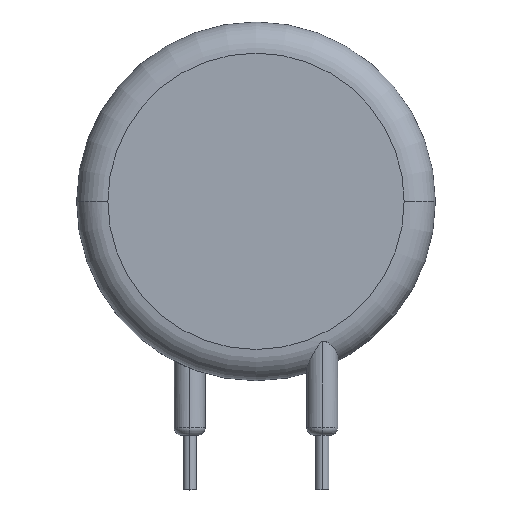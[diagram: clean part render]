
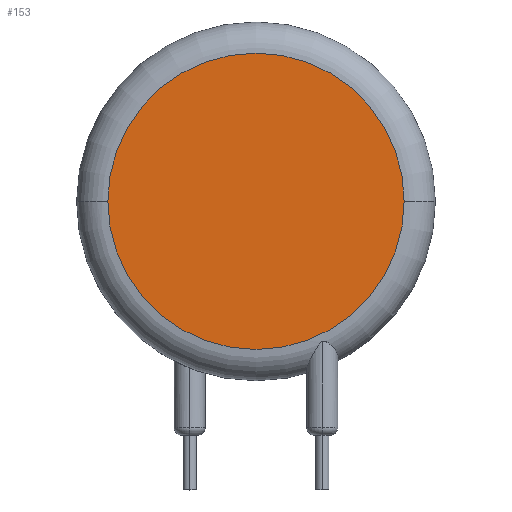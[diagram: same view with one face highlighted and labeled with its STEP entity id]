
A CAD part, top view. The second image highlights one B-rep face of the part: STEP entity #153.
In plain terms, the highlighted planar face has unit normal (0, 0, 1).
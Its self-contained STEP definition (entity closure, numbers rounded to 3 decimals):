
#28 = DIRECTION ( 'NONE',  ( 1., 0., 0. ) ) ;
#38 = AXIS2_PLACEMENT_3D ( 'NONE', #604, #801, #587 ) ;
#62 = AXIS2_PLACEMENT_3D ( 'NONE', #846, #529, #28 ) ;
#153 = ADVANCED_FACE ( 'NONE', ( #290 ), #730, .T. ) ;
#258 = CARTESIAN_POINT ( 'NONE',  ( -9.5, 18.5, 2.8 ) ) ;
#282 = CIRCLE ( 'NONE', #866, 9.5 ) ;
#290 = FACE_OUTER_BOUND ( 'NONE', #595, .T. ) ;
#301 = CARTESIAN_POINT ( 'NONE',  ( 0., 18.5, 2.8 ) ) ;
#359 = CARTESIAN_POINT ( 'NONE',  ( 9.5, 18.5, 2.8 ) ) ;
#379 = VERTEX_POINT ( 'NONE', #258 ) ;
#391 = EDGE_CURVE ( 'NONE', #474, #379, #533, .T. ) ;
#409 = ORIENTED_EDGE ( 'NONE', *, *, #391, .T. ) ;
#451 = EDGE_CURVE ( 'NONE', #379, #474, #282, .T. ) ;
#474 = VERTEX_POINT ( 'NONE', #359 ) ;
#529 = DIRECTION ( 'NONE',  ( 0., 0., 1. ) ) ;
#533 = CIRCLE ( 'NONE', #62, 9.5 ) ;
#587 = DIRECTION ( 'NONE',  ( 1., 0., 0. ) ) ;
#595 = EDGE_LOOP ( 'NONE', ( #409, #651 ) ) ;
#603 = DIRECTION ( 'NONE',  ( 1., 0., 0. ) ) ;
#604 = CARTESIAN_POINT ( 'NONE',  ( 0., 18.5, 2.8 ) ) ;
#651 = ORIENTED_EDGE ( 'NONE', *, *, #451, .T. ) ;
#728 = DIRECTION ( 'NONE',  ( 0., 0., 1. ) ) ;
#730 = PLANE ( 'NONE',  #38 ) ;
#801 = DIRECTION ( 'NONE',  ( 0., 0., 1. ) ) ;
#846 = CARTESIAN_POINT ( 'NONE',  ( 0., 18.5, 2.8 ) ) ;
#866 = AXIS2_PLACEMENT_3D ( 'NONE', #301, #728, #603 ) ;
